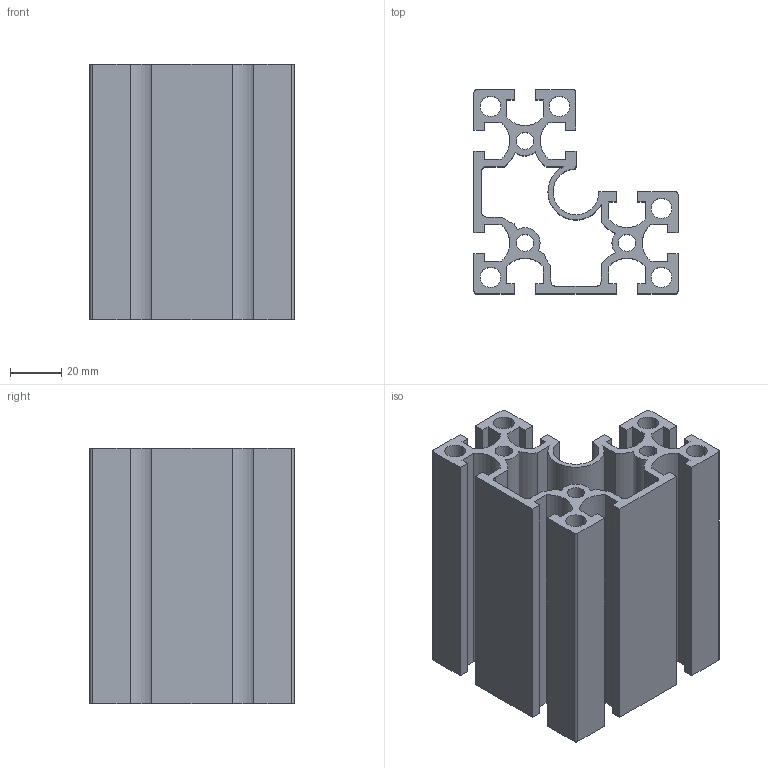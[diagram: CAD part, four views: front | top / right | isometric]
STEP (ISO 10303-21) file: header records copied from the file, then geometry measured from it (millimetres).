
FILE_DESCRIPTION (( 'STEP AP203' ), '1' );
FILE_NAME ('JL-8-8840GB.STEP', '2019-07-23T05:57:57', ( 'admin' ), ( '' ), 'SwSTEP 2.0', 'SolidWorks 2017', '' );
FILE_SCHEMA (( 'CONFIG_CONTROL_DESIGN' ));
Length unit declared in the file: millimetre
Products named in the file (1): JL-8-8840GB
Bounding box: 80 x 80 x 100 mm (x, y, z)
Volume: 161544.4 mm3; surface area: 105266.5 mm2
Topology: 1 solids, 1 shells, 277 faces, 798 edges, 532 vertices
Faces by surface type: plane 200, cylinder 49, bspline 28
Entity records: 10015 total; most frequent: CARTESIAN_POINT 2716, ORIENTED_EDGE 1596, DIRECTION 1340, EDGE_CURVE 798, LINE 644, VECTOR 644, VERTEX_POINT 532, AXIS2_PLACEMENT_3D 348
